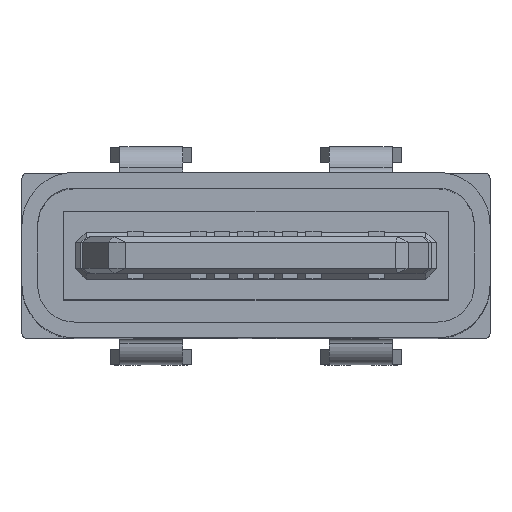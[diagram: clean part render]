
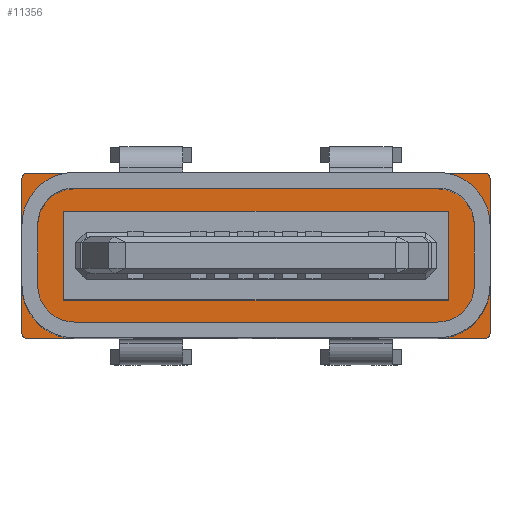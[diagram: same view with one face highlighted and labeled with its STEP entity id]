
A CAD part, top view. The second image highlights one B-rep face of the part: STEP entity #11356.
In plain terms, the highlighted planar face has unit normal (0, 0, 1).
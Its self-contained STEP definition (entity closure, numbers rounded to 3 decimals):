
#401=CIRCLE('',#11995,0.1);
#402=CIRCLE('',#11996,0.1);
#403=CIRCLE('',#11997,0.1);
#404=CIRCLE('',#11998,0.1);
#508=FACE_BOUND('',#1162,.T.);
#537=FACE_OUTER_BOUND('',#1161,.T.);
#1161=EDGE_LOOP('',(#7200,#7201,#7202,#7203,#7204,#7205,#7206,#7207));
#1162=EDGE_LOOP('',(#7208,#7209,#7210,#7211));
#1917=LINE('',#15688,#3226);
#1918=LINE('',#15692,#3227);
#1919=LINE('',#15696,#3228);
#1920=LINE('',#15700,#3229);
#1921=LINE('',#15704,#3230);
#1922=LINE('',#15706,#3231);
#1923=LINE('',#15708,#3232);
#1924=LINE('',#15709,#3233);
#3226=VECTOR('',#12842,1.);
#3227=VECTOR('',#12845,1.);
#3228=VECTOR('',#12848,1.);
#3229=VECTOR('',#12851,1.);
#3230=VECTOR('',#12854,1.);
#3231=VECTOR('',#12855,1.);
#3232=VECTOR('',#12856,1.);
#3233=VECTOR('',#12857,1.);
#4537=VERTEX_POINT('',#15686);
#4538=VERTEX_POINT('',#15687);
#4539=VERTEX_POINT('',#15689);
#4540=VERTEX_POINT('',#15691);
#4541=VERTEX_POINT('',#15693);
#4542=VERTEX_POINT('',#15695);
#4543=VERTEX_POINT('',#15697);
#4544=VERTEX_POINT('',#15699);
#4545=VERTEX_POINT('',#15702);
#4546=VERTEX_POINT('',#15703);
#4547=VERTEX_POINT('',#15705);
#4548=VERTEX_POINT('',#15707);
#5587=EDGE_CURVE('',#4537,#4538,#1917,.T.);
#5588=EDGE_CURVE('',#4537,#4539,#401,.T.);
#5589=EDGE_CURVE('',#4540,#4539,#1918,.T.);
#5590=EDGE_CURVE('',#4540,#4541,#402,.T.);
#5591=EDGE_CURVE('',#4542,#4541,#1919,.T.);
#5592=EDGE_CURVE('',#4542,#4543,#403,.T.);
#5593=EDGE_CURVE('',#4544,#4543,#1920,.T.);
#5594=EDGE_CURVE('',#4544,#4538,#404,.T.);
#5595=EDGE_CURVE('',#4545,#4546,#1921,.T.);
#5596=EDGE_CURVE('',#4547,#4545,#1922,.T.);
#5597=EDGE_CURVE('',#4548,#4547,#1923,.T.);
#5598=EDGE_CURVE('',#4546,#4548,#1924,.T.);
#7200=ORIENTED_EDGE('',*,*,#5587,.F.);
#7201=ORIENTED_EDGE('',*,*,#5588,.T.);
#7202=ORIENTED_EDGE('',*,*,#5589,.F.);
#7203=ORIENTED_EDGE('',*,*,#5590,.T.);
#7204=ORIENTED_EDGE('',*,*,#5591,.F.);
#7205=ORIENTED_EDGE('',*,*,#5592,.T.);
#7206=ORIENTED_EDGE('',*,*,#5593,.F.);
#7207=ORIENTED_EDGE('',*,*,#5594,.T.);
#7208=ORIENTED_EDGE('',*,*,#5595,.F.);
#7209=ORIENTED_EDGE('',*,*,#5596,.F.);
#7210=ORIENTED_EDGE('',*,*,#5597,.F.);
#7211=ORIENTED_EDGE('',*,*,#5598,.F.);
#10300=PLANE('',#11994);
#11356=ADVANCED_FACE('',(#537,#508),#10300,.T.);
#11994=AXIS2_PLACEMENT_3D('',#15685,#12840,#12841);
#11995=AXIS2_PLACEMENT_3D('',#15690,#12843,#12844);
#11996=AXIS2_PLACEMENT_3D('',#15694,#12846,#12847);
#11997=AXIS2_PLACEMENT_3D('',#15698,#12849,#12850);
#11998=AXIS2_PLACEMENT_3D('',#15701,#12852,#12853);
#12840=DIRECTION('center_axis',(0.,0.,1.));
#12841=DIRECTION('ref_axis',(1.,0.,0.));
#12842=DIRECTION('',(0.,-1.,0.));
#12843=DIRECTION('center_axis',(0.,0.,1.));
#12844=DIRECTION('ref_axis',(1.,0.,0.));
#12845=DIRECTION('',(1.,0.,0.));
#12846=DIRECTION('center_axis',(0.,0.,1.));
#12847=DIRECTION('ref_axis',(1.,0.,0.));
#12848=DIRECTION('',(0.,1.,0.));
#12849=DIRECTION('center_axis',(0.,0.,1.));
#12850=DIRECTION('ref_axis',(1.,0.,0.));
#12851=DIRECTION('',(-1.,0.,0.));
#12852=DIRECTION('center_axis',(0.,0.,1.));
#12853=DIRECTION('ref_axis',(1.,0.,0.));
#12854=DIRECTION('',(1.,0.,0.));
#12855=DIRECTION('',(0.,-1.,0.));
#12856=DIRECTION('',(-1.,0.,0.));
#12857=DIRECTION('',(0.,1.,0.));
#15685=CARTESIAN_POINT('Origin',(0.,0.,1.));
#15686=CARTESIAN_POINT('',(4.47,1.48,1.));
#15687=CARTESIAN_POINT('',(4.47,-1.48,1.));
#15688=CARTESIAN_POINT('',(4.47,1.58,1.));
#15689=CARTESIAN_POINT('',(4.37,1.58,1.));
#15690=CARTESIAN_POINT('Origin',(4.37,1.48,1.));
#15691=CARTESIAN_POINT('',(-4.37,1.58,1.));
#15692=CARTESIAN_POINT('',(-4.47,1.58,1.));
#15693=CARTESIAN_POINT('',(-4.47,1.48,1.));
#15694=CARTESIAN_POINT('Origin',(-4.37,1.48,1.));
#15695=CARTESIAN_POINT('',(-4.47,-1.48,1.));
#15696=CARTESIAN_POINT('',(-4.47,1.58,1.));
#15697=CARTESIAN_POINT('',(-4.37,-1.58,1.));
#15698=CARTESIAN_POINT('Origin',(-4.37,-1.48,1.));
#15699=CARTESIAN_POINT('',(4.37,-1.58,1.));
#15700=CARTESIAN_POINT('',(-4.47,-1.58,1.));
#15701=CARTESIAN_POINT('Origin',(4.37,-1.48,1.));
#15702=CARTESIAN_POINT('',(-3.677,-0.847,1.));
#15703=CARTESIAN_POINT('',(3.677,-0.847,1.));
#15704=CARTESIAN_POINT('',(3.677,-0.847,1.));
#15705=CARTESIAN_POINT('',(-3.677,0.846,1.));
#15706=CARTESIAN_POINT('',(-3.677,-0.847,1.));
#15707=CARTESIAN_POINT('',(3.677,0.846,1.));
#15708=CARTESIAN_POINT('',(3.677,0.846,1.));
#15709=CARTESIAN_POINT('',(3.677,-0.847,1.));
